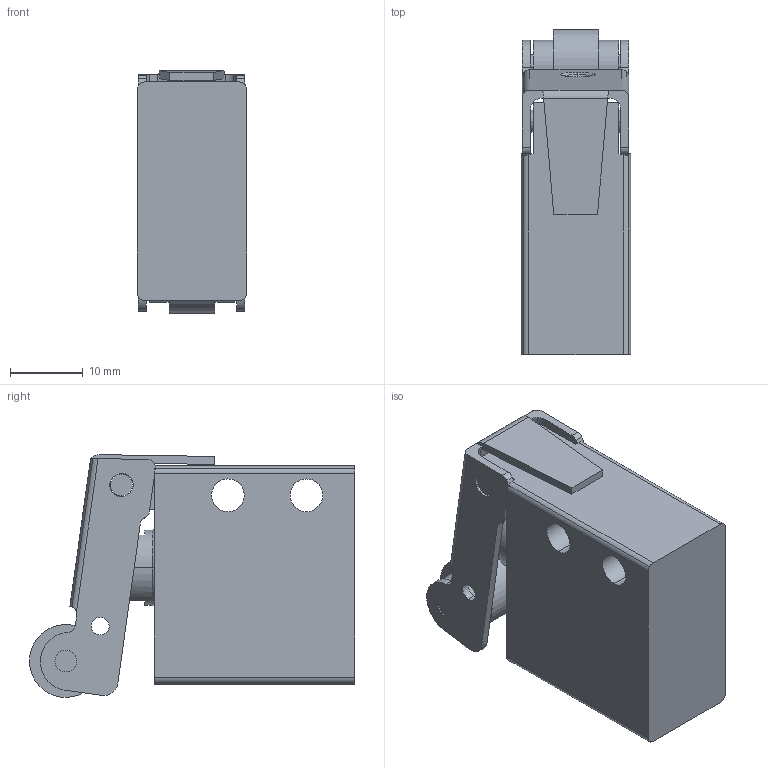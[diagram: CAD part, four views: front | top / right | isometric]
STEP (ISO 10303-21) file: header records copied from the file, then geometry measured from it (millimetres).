
FILE_DESCRIPTION((''),'2;1');
FILE_NAME('08_057_4.stp','2002-12-02T17:11:38',('Branislav Petkovic'),('AZ Pneumatica'),'AutoCAD STEP 2000i','AutoCAD 2000i','Via J. F. Kennedy, 26, 20020 Misinto (MI), ITALY');
FILE_SCHEMA(('CONFIG_CONTROL_DESIGN'));
Length unit declared in the file: millimetre
Products named in the file (8): 08_057_4; 305MRUL TELO; PART1A; PIPAK 304 MA; PART1; POLUGA SA VALJKOM; PART2; VALJAK
Assembly tree (7 placements, depth 3):
  08_057_4
    305MRUL TELO
      PART1A
    PIPAK 304 MA
      PART1
    POLUGA SA VALJKOM
      PART2
      VALJAK
Bounding box: 15 x 44.64 x 33.33 mm (x, y, z)
Surface area: 7562.2 mm2 (no closed solid volume)
Topology: 0 solids, 5 shells, 208 faces, 544 edges, 357 vertices
Faces by surface type: cylinder 128, plane 55, bspline 13, cone 10, torus 2
Entity records: 10823 total; most frequent: CARTESIAN_POINT 5553, ORIENTED_EDGE 1088, DIRECTION 1039, EDGE_CURVE 544, AXIS2_PLACEMENT_3D 404, VERTEX_POINT 357, EDGE_LOOP 239, VECTOR 231
